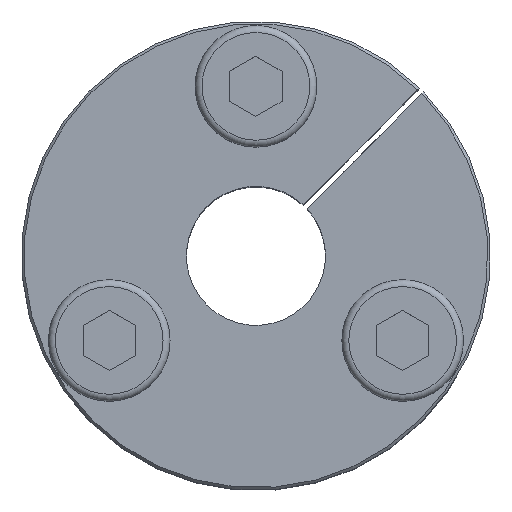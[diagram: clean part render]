
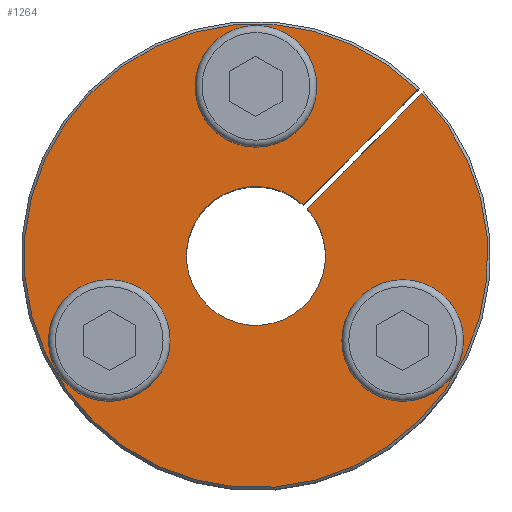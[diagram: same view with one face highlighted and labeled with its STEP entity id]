
A CAD part, top view. The second image highlights one B-rep face of the part: STEP entity #1264.
In plain terms, the highlighted planar face has unit normal (0, 0, 1).
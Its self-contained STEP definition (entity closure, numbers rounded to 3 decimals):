
#98=LINE('',#2107,#194);
#103=LINE('',#2118,#199);
#194=VECTOR('',#1660,1.);
#199=VECTOR('',#1667,1.);
#253=PLANE('',#1410);
#289=FACE_BOUND('',#457,.T.);
#290=FACE_BOUND('',#458,.T.);
#291=FACE_BOUND('',#459,.T.);
#365=FACE_OUTER_BOUND('',#456,.T.);
#456=EDGE_LOOP('',(#1107,#1108,#1109,#1110));
#457=EDGE_LOOP('',(#1111));
#458=EDGE_LOOP('',(#1112));
#459=EDGE_LOOP('',(#1113));
#466=CIRCLE('',#1304,3.5);
#473=CIRCLE('',#1324,3.5);
#480=CIRCLE('',#1344,3.5);
#512=CIRCLE('',#1407,13.35);
#513=CIRCLE('',#1409,4.);
#533=VERTEX_POINT('',#1830);
#553=VERTEX_POINT('',#1898);
#573=VERTEX_POINT('',#1968);
#593=VERTEX_POINT('',#2074);
#607=VERTEX_POINT('',#2105);
#610=VERTEX_POINT('',#2114);
#612=VERTEX_POINT('',#2117);
#653=EDGE_CURVE('',#533,#533,#466,.T.);
#679=EDGE_CURVE('',#553,#553,#473,.T.);
#705=EDGE_CURVE('',#573,#573,#480,.T.);
#748=EDGE_CURVE('',#593,#607,#98,.T.);
#753=EDGE_CURVE('',#612,#610,#103,.T.);
#788=EDGE_CURVE('',#593,#610,#512,.T.);
#789=EDGE_CURVE('',#607,#612,#513,.T.);
#1107=ORIENTED_EDGE('',*,*,#748,.T.);
#1108=ORIENTED_EDGE('',*,*,#789,.T.);
#1109=ORIENTED_EDGE('',*,*,#753,.T.);
#1110=ORIENTED_EDGE('',*,*,#788,.F.);
#1111=ORIENTED_EDGE('',*,*,#653,.T.);
#1112=ORIENTED_EDGE('',*,*,#679,.T.);
#1113=ORIENTED_EDGE('',*,*,#705,.T.);
#1264=ADVANCED_FACE('',(#365,#289,#290,#291),#253,.T.);
#1304=AXIS2_PLACEMENT_3D('',#1831,#1469,#1470);
#1324=AXIS2_PLACEMENT_3D('',#1899,#1527,#1528);
#1344=AXIS2_PLACEMENT_3D('',#1969,#1585,#1586);
#1407=AXIS2_PLACEMENT_3D('',#2188,#1753,#1754);
#1409=AXIS2_PLACEMENT_3D('',#2190,#1757,#1758);
#1410=AXIS2_PLACEMENT_3D('',#2191,#1759,#1760);
#1469=DIRECTION('center_axis',(0.,0.,
-1.));
#1470=DIRECTION('ref_axis',(-0.866,-0.5,0.));
#1527=DIRECTION('center_axis',(0.,0.,
-1.));
#1528=DIRECTION('ref_axis',(0.866,-0.5,0.));
#1585=DIRECTION('center_axis',(0.,0.,
-1.));
#1586=DIRECTION('ref_axis',(0.,1.,0.));
#1660=DIRECTION('',(-0.707,-0.707,0.));
#1667=DIRECTION('',(0.707,0.707,0.));
#1753=DIRECTION('center_axis',(0.,0.,-1.));
#1754=DIRECTION('ref_axis',(0.,1.,0.));
#1757=DIRECTION('center_axis',(0.,0.,-1.));
#1758=DIRECTION('ref_axis',(0.,1.,0.));
#1759=DIRECTION('center_axis',(0.,0.,
1.));
#1760=DIRECTION('ref_axis',(0.,-1.,0.));
#1830=CARTESIAN_POINT('',(-11.475,-6.625,0.));
#1831=CARTESIAN_POINT('Origin',(-8.444,-4.875,0.));
#1898=CARTESIAN_POINT('',(11.475,-6.625,0.));
#1899=CARTESIAN_POINT('Origin',(8.444,-4.875,0.));
#1968=CARTESIAN_POINT('',(0.,13.25,0.));
#1969=CARTESIAN_POINT('Origin',(0.,9.75,0.));
#2074=CARTESIAN_POINT('',(9.552,9.326,0.));
#2105=CARTESIAN_POINT('',(2.939,2.713,0.));
#2107=CARTESIAN_POINT('',(7.055,6.829,0.));
#2114=CARTESIAN_POINT('',(9.326,9.552,0.));
#2117=CARTESIAN_POINT('',(2.713,2.939,0.));
#2118=CARTESIAN_POINT('',(6.829,7.055,0.));
#2188=CARTESIAN_POINT('Origin',(0.,0.,0.));
#2190=CARTESIAN_POINT('Origin',(0.,0.,0.));
#2191=CARTESIAN_POINT('Origin',(0.,8.675,0.));
